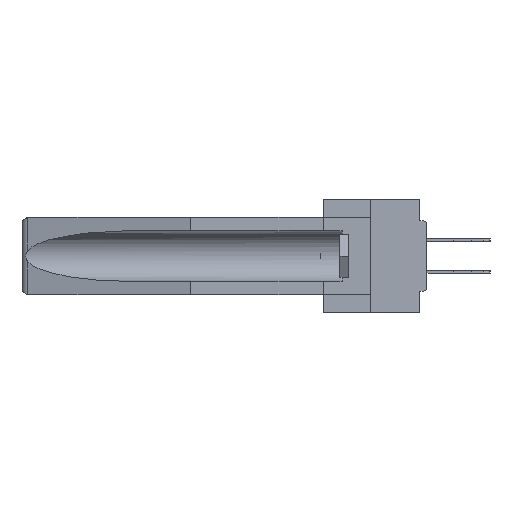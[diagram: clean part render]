
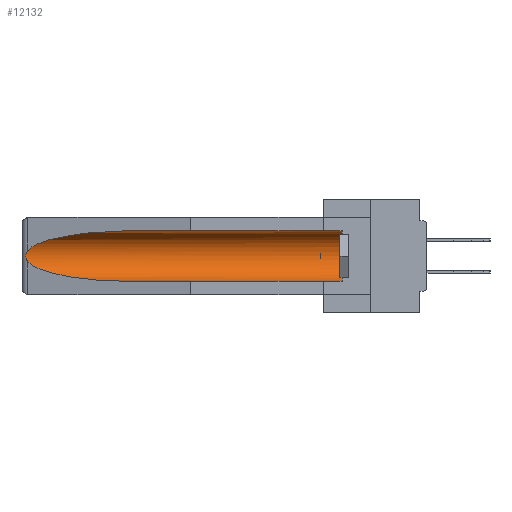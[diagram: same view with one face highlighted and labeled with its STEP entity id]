
A CAD part, left-side view. The second image highlights one B-rep face of the part: STEP entity #12132.
In plain terms, the highlighted cylindrical face has radius 2.857 mm (diameter 5.715 mm), a partial arc.
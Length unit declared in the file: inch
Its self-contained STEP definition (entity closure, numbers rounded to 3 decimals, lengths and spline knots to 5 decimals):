
#30 = CIRCLE ( 'NONE', #20241, 0.1125 ) ;
#36 = CARTESIAN_POINT ( 'NONE',  ( 0.155, 0.126, -0.284 ) ) ;
#1286 = VERTEX_POINT ( 'NONE', #36399 ) ;
#2060 = CARTESIAN_POINT ( 'NONE',  ( 0.155, 1.07973, -0.059 ) ) ;
#3610 = VECTOR ( 'NONE', #45423, 39.37008 ) ;
#3764 =( BOUNDED_CURVE ( )  B_SPLINE_CURVE ( 3, ( #2060, #36455, #28778, #6198 ),
 .UNSPECIFIED., .F., .T. ) 
 B_SPLINE_CURVE_WITH_KNOTS ( ( 4, 4 ),
 ( 4.71239, 6.08839 ),
 .UNSPECIFIED. ) 
 CURVE ( )  GEOMETRIC_REPRESENTATION_ITEM ( )  RATIONAL_B_SPLINE_CURVE ( ( 1., 0.848, 0.848, 1. ) ) 
 REPRESENTATION_ITEM ( '' )  );
#4421 = CARTESIAN_POINT ( 'NONE',  ( 0.26537, 1.52718, -0.14972 ) ) ;
#5589 = VERTEX_POINT ( 'NONE', #36 ) ;
#6198 = CARTESIAN_POINT ( 'NONE',  ( 0.26537, 1.52718, -0.14972 ) ) ;
#6296 = CARTESIAN_POINT ( 'NONE',  ( 0.155, -0.30754, -0.059 ) ) ;
#6968 = AXIS2_PLACEMENT_3D ( 'NONE', #48148, #40562, #21439 ) ;
#7838 = VERTEX_POINT ( 'NONE', #45501 ) ;
#9177 = EDGE_CURVE ( 'NONE', #1286, #7838, #28593, .T. ) ;
#10034 = EDGE_CURVE ( 'NONE', #5589, #35131, #30, .T. ) ;
#10419 = ORIENTED_EDGE ( 'NONE', *, *, #42617, .T. ) ;
#11394 = CARTESIAN_POINT ( 'NONE',  ( 0.26597, 1.52961, -0.15275 ) ) ;
#11574 = ORIENTED_EDGE ( 'NONE', *, *, #10034, .T. ) ;
#12038 = CARTESIAN_POINT ( 'NONE',  ( 0.26537, 1.52718, -0.14972 ) ) ;
#12132 = ADVANCED_FACE ( 'NONE', ( #33360 ), #23368, .F. ) ;
#12955 = CARTESIAN_POINT ( 'NONE',  ( 0.155, 0.126, -0.059 ) ) ;
#13466 = ORIENTED_EDGE ( 'NONE', *, *, #34239, .T. ) ;
#13708 = DIRECTION ( 'NONE',  ( 0., -1., 0. ) ) ;
#13921 = ORIENTED_EDGE ( 'NONE', *, *, #9177, .T. ) ;
#18635 = CARTESIAN_POINT ( 'NONE',  ( 0.26654, 1.53092, -0.15636 ) ) ;
#20241 = AXIS2_PLACEMENT_3D ( 'NONE', #32426, #13708, #28142 ) ;
#20320 = EDGE_LOOP ( 'NONE', ( #10419, #13466, #13921, #31510, #11574, #20980 ) ) ;
#20336 = CARTESIAN_POINT ( 'NONE',  ( 0.25451, 1.48313, -0.24835 ) ) ;
#20980 = ORIENTED_EDGE ( 'NONE', *, *, #35843, .T. ) ;
#21439 = DIRECTION ( 'NONE',  ( 0., 0., 1. ) ) ;
#23135 = EDGE_CURVE ( 'NONE', #5589, #7838, #43797, .T. ) ;
#23368 = CYLINDRICAL_SURFACE ( 'NONE', #6968, 0.1125 ) ;
#24159 = CARTESIAN_POINT ( 'NONE',  ( 0.26537, 1.52718, -0.19328 ) ) ;
#24474 = CARTESIAN_POINT ( 'NONE',  ( 0.21114, 1.30732, -0.284 ) ) ;
#26011 = CARTESIAN_POINT ( 'NONE',  ( 0.2673, 1.53269, -0.17917 ) ) ;
#26318 = CARTESIAN_POINT ( 'NONE',  ( 0.2675, 1.53308, -0.16763 ) ) ;
#26992 = VERTEX_POINT ( 'NONE', #39316 ) ;
#28142 = DIRECTION ( 'NONE',  ( 0., 0., 1. ) ) ;
#28593 =( BOUNDED_CURVE ( )  B_SPLINE_CURVE ( 3, ( #32011, #20336, #24474, #39264 ),
 .UNSPECIFIED., .F., .F. ) 
 B_SPLINE_CURVE_WITH_KNOTS ( ( 4, 4 ),
 ( 0.1948, 1.5708 ),
 .UNSPECIFIED. ) 
 CURVE ( )  GEOMETRIC_REPRESENTATION_ITEM ( )  RATIONAL_B_SPLINE_CURVE ( ( 1., 0.848, 0.848, 1. ) ) 
 REPRESENTATION_ITEM ( '' )  );
#28778 = CARTESIAN_POINT ( 'NONE',  ( 0.25451, 1.48313, -0.09465 ) ) ;
#29756 = CARTESIAN_POINT ( 'NONE',  ( 0.155, -0.30754, -0.284 ) ) ;
#31510 = ORIENTED_EDGE ( 'NONE', *, *, #23135, .F. ) ;
#32011 = CARTESIAN_POINT ( 'NONE',  ( 0.26537, 1.52718, -0.19328 ) ) ;
#32426 = CARTESIAN_POINT ( 'NONE',  ( 0.155, 0.126, -0.1715 ) ) ;
#33360 = FACE_OUTER_BOUND ( 'NONE', #20320, .T. ) ;
#34239 = EDGE_CURVE ( 'NONE', #35508, #1286, #44636, .T. ) ;
#34780 = CARTESIAN_POINT ( 'NONE',  ( 0.26655, 1.53094, -0.18657 ) ) ;
#35131 = VERTEX_POINT ( 'NONE', #12955 ) ;
#35300 = CARTESIAN_POINT ( 'NONE',  ( 0.2673, 1.5327, -0.16383 ) ) ;
#35508 = VERTEX_POINT ( 'NONE', #4421 ) ;
#35843 = EDGE_CURVE ( 'NONE', #35131, #26992, #42823, .T. ) ;
#36399 = CARTESIAN_POINT ( 'NONE',  ( 0.26537, 1.52718, -0.19328 ) ) ;
#36455 = CARTESIAN_POINT ( 'NONE',  ( 0.21114, 1.30732, -0.059 ) ) ;
#39264 = CARTESIAN_POINT ( 'NONE',  ( 0.155, 1.07973, -0.284 ) ) ;
#39316 = CARTESIAN_POINT ( 'NONE',  ( 0.155, 1.07973, -0.059 ) ) ;
#40562 = DIRECTION ( 'NONE',  ( 0., 1., 0. ) ) ;
#42617 = EDGE_CURVE ( 'NONE', #26992, #35508, #3764, .T. ) ;
#42619 = CARTESIAN_POINT ( 'NONE',  ( 0.26597, 1.5296, -0.19026 ) ) ;
#42823 = LINE ( 'NONE', #6296, #47576 ) ;
#43797 = LINE ( 'NONE', #29756, #3610 ) ;
#44636 = B_SPLINE_CURVE_WITH_KNOTS ( 'NONE', 3,
 ( #12038, #11394, #18635, #35300, #26318, #48605, #26011, #34780, #42619, #24159 ),
 .UNSPECIFIED., .F., .F.,
 ( 4, 2, 2, 2, 4 ),
 ( 0., 0.00029, 0.00058, 0.00087, 0.00117 ),
 .UNSPECIFIED. ) ;
#45423 = DIRECTION ( 'NONE',  ( 0., 1., 0. ) ) ;
#45501 = CARTESIAN_POINT ( 'NONE',  ( 0.155, 1.07973, -0.284 ) ) ;
#47576 = VECTOR ( 'NONE', #47859, 39.37008 ) ;
#47859 = DIRECTION ( 'NONE',  ( 0., 1., 0. ) ) ;
#48148 = CARTESIAN_POINT ( 'NONE',  ( 0.155, -0.30754, -0.1715 ) ) ;
#48605 = CARTESIAN_POINT ( 'NONE',  ( 0.2675, 1.53308, -0.17534 ) ) ;
